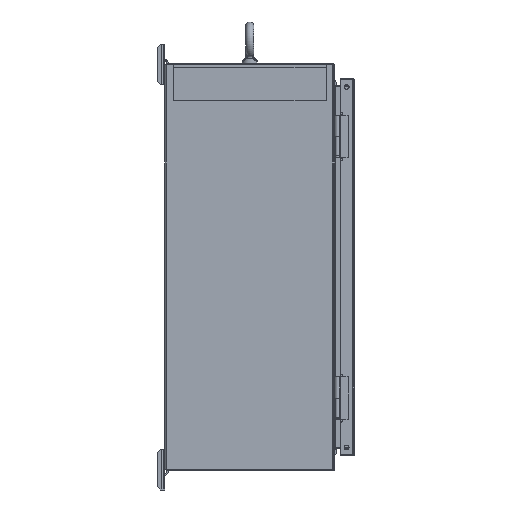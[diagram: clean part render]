
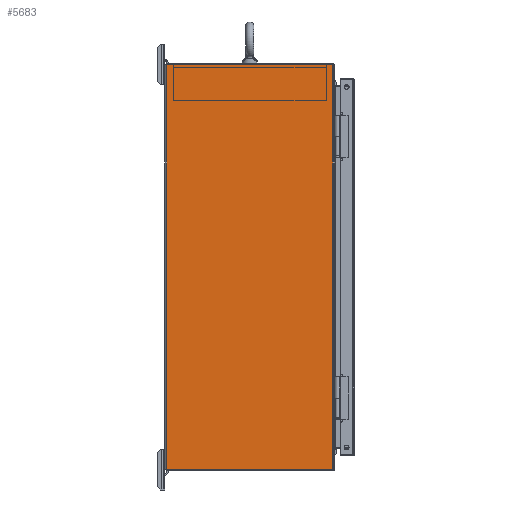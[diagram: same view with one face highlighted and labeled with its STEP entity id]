
A CAD part, left-side view. The second image highlights one B-rep face of the part: STEP entity #5683.
In plain terms, the highlighted planar face has unit normal (-1, 0, 0).
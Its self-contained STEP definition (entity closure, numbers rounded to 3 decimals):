
#5683 = ADVANCED_FACE( '', ( #12322 ), #12323, .T. );
#12322 = FACE_OUTER_BOUND( '', #22442, .T. );
#12323 = PLANE( '', #22443 );
#22442 = EDGE_LOOP( '', ( #42066, #42067, #42068, #42069 ) );
#22443 = AXIS2_PLACEMENT_3D( '', #42070, #42071, #42072 );
#42066 = ORIENTED_EDGE( '', *, *, #59297, .T. );
#42067 = ORIENTED_EDGE( '', *, *, #55563, .T. );
#42068 = ORIENTED_EDGE( '', *, *, #59298, .T. );
#42069 = ORIENTED_EDGE( '', *, *, #59299, .T. );
#42070 = CARTESIAN_POINT( '', ( -533.4, 0., 0. ) );
#42071 = DIRECTION( '', ( -1., 0., 0. ) );
#42072 = DIRECTION( '', ( 0., 0., 1. ) );
#55563 = EDGE_CURVE( '', #64814, #64812, #64815, .T. );
#59297 = EDGE_CURVE( '', #70423, #64814, #70424, .T. );
#59298 = EDGE_CURVE( '', #64812, #70425, #70426, .T. );
#59299 = EDGE_CURVE( '', #70425, #70423, #70427, .T. );
#64812 = VERTEX_POINT( '', #81866 );
#64814 = VERTEX_POINT( '', #81868 );
#64815 = LINE( '', #81869, #81870 );
#70423 = VERTEX_POINT( '', #98403 );
#70424 = LINE( '', #98404, #98405 );
#70425 = VERTEX_POINT( '', #98406 );
#70426 = LINE( '', #98407, #98408 );
#70427 = LINE( '', #98409, #98410 );
#81866 = CARTESIAN_POINT( '', ( -533.4, -251.282, 302.895 ) );
#81868 = CARTESIAN_POINT( '', ( -533.4, -251.282, -302.895 ) );
#81869 = CARTESIAN_POINT( '', ( -533.4, -251.282, -302.895 ) );
#81870 = VECTOR( '', #105727, 1000. );
#98403 = CARTESIAN_POINT( '', ( -533.4, -2.718, -302.895 ) );
#98404 = CARTESIAN_POINT( '', ( -533.4, -1.702, -302.895 ) );
#98405 = VECTOR( '', #107672, 1000. );
#98406 = CARTESIAN_POINT( '', ( -533.4, -2.718, 302.895 ) );
#98407 = CARTESIAN_POINT( '', ( -533.4, -254., 302.895 ) );
#98408 = VECTOR( '', #107673, 1000. );
#98409 = CARTESIAN_POINT( '', ( -533.4, -2.718, 302.895 ) );
#98410 = VECTOR( '', #107674, 1000. );
#105727 = DIRECTION( '', ( 0., 0., 1. ) );
#107672 = DIRECTION( '', ( 0., -1., 0. ) );
#107673 = DIRECTION( '', ( 0., 1., 0. ) );
#107674 = DIRECTION( '', ( 0., 0., -1. ) );
